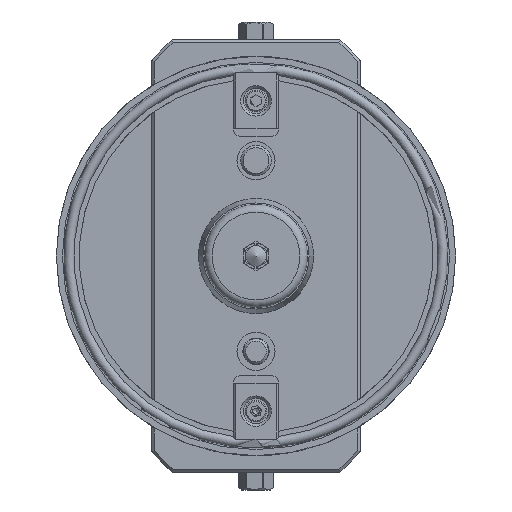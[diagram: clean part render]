
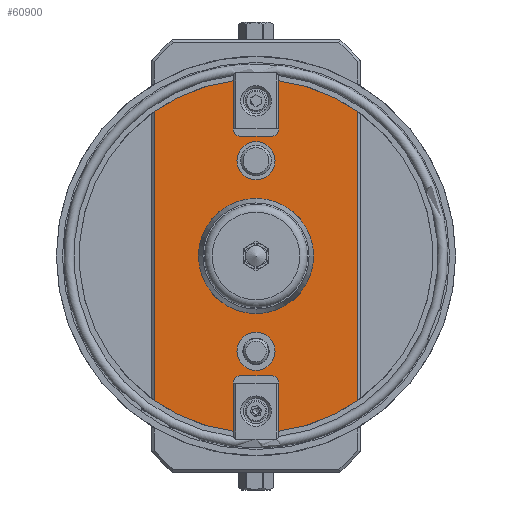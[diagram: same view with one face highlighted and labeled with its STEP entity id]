
A CAD part, front view. The second image highlights one B-rep face of the part: STEP entity #60900.
In plain terms, the highlighted planar face has unit normal (0, -1, 0).
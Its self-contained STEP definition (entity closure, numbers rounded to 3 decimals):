
#1710=FACE_BOUND('',#19900,.T.);
#1711=FACE_BOUND('',#19901,.T.);
#1712=FACE_BOUND('',#19902,.T.);
#2661=PLANE('',#64641);
#3971=LINE('',#81776,#9503);
#3980=LINE('',#81808,#9512);
#4023=LINE('',#82000,#9555);
#4032=LINE('',#82032,#9564);
#6462=LINE('',#93773,#11994);
#6523=LINE('',#93920,#12055);
#6531=LINE('',#93980,#12063);
#6544=LINE('',#94018,#12076);
#9503=VECTOR('',#67571,10.);
#9512=VECTOR('',#67586,10.);
#9555=VECTOR('',#67709,10.);
#9564=VECTOR('',#67724,10.);
#11994=VECTOR('',#72872,10.);
#12055=VECTOR('',#73031,10.);
#12063=VECTOR('',#73073,10.);
#12076=VECTOR('',#73120,10.);
#16529=FACE_OUTER_BOUND('',#19899,.T.);
#19899=EDGE_LOOP('',(#46362,#46363,#46364,#46365,#46366,#46367,#46368,#46369,
#46370,#46371,#46372,#46373,#46374,#46375,#46376,#46377));
#19900=EDGE_LOOP('',(#46378,#46379,#46380,#46381,#46382));
#19901=EDGE_LOOP('',(#46383));
#19902=EDGE_LOOP('',(#46384));
#23317=CIRCLE('',#63170,69.5);
#23319=CIRCLE('',#63174,69.5);
#23552=CIRCLE('',#63647,69.5);
#23553=CIRCLE('',#63650,69.5);
#23738=CIRCLE('',#64611,3.);
#23739=CIRCLE('',#64614,3.);
#23744=CIRCLE('',#64625,3.);
#23745=CIRCLE('',#64628,3.);
#23749=CIRCLE('',#64638,2.567);
#23751=CIRCLE('',#64642,21.642);
#23752=CIRCLE('',#64643,21.642);
#23753=CIRCLE('',#64644,21.642);
#23754=CIRCLE('',#64645,2.567);
#23755=CIRCLE('',#64646,7.5);
#23756=CIRCLE('',#64647,7.5);
#24512=VERTEX_POINT('',#81772);
#24514=VERTEX_POINT('',#81775);
#24522=VERTEX_POINT('',#81806);
#24523=VERTEX_POINT('',#81807);
#24550=VERTEX_POINT('',#81932);
#24555=VERTEX_POINT('',#81942);
#24556=VERTEX_POINT('',#81944);
#24566=VERTEX_POINT('',#81999);
#24574=VERTEX_POINT('',#82030);
#24575=VERTEX_POINT('',#82031);
#24982=VERTEX_POINT('',#84124);
#24985=VERTEX_POINT('',#84131);
#27115=VERTEX_POINT('',#93975);
#27116=VERTEX_POINT('',#93979);
#27123=VERTEX_POINT('',#94007);
#27124=VERTEX_POINT('',#94014);
#27126=VERTEX_POINT('',#94029);
#27128=VERTEX_POINT('',#94033);
#27130=VERTEX_POINT('',#94041);
#27131=VERTEX_POINT('',#94043);
#27132=VERTEX_POINT('',#94045);
#27133=VERTEX_POINT('',#94048);
#27134=VERTEX_POINT('',#94050);
#30302=EDGE_CURVE('',#24514,#24512,#3971,.T.);
#30312=EDGE_CURVE('',#24522,#24523,#3980,.T.);
#30360=EDGE_CURVE('',#24550,#24522,#23317,.T.);
#30366=EDGE_CURVE('',#24556,#24555,#23319,.T.);
#30382=EDGE_CURVE('',#24566,#24556,#4023,.T.);
#30392=EDGE_CURVE('',#24574,#24575,#4032,.T.);
#31006=EDGE_CURVE('',#24982,#24574,#23552,.T.);
#31011=EDGE_CURVE('',#24512,#24985,#23553,.T.);
#34008=EDGE_CURVE('',#24550,#24555,#6462,.T.);
#34085=EDGE_CURVE('',#24982,#24985,#6523,.T.);
#34103=EDGE_CURVE('',#24575,#27115,#23738,.T.);
#34105=EDGE_CURVE('',#27115,#27116,#6531,.T.);
#34107=EDGE_CURVE('',#27116,#24566,#23739,.T.);
#34119=EDGE_CURVE('',#27123,#24514,#23744,.T.);
#34123=EDGE_CURVE('',#24523,#27124,#23745,.T.);
#34125=EDGE_CURVE('',#27124,#27123,#6544,.T.);
#34133=EDGE_CURVE('',#27128,#27126,#23749,.T.);
#34136=EDGE_CURVE('',#27126,#27130,#23751,.T.);
#34137=EDGE_CURVE('',#27131,#27128,#23752,.T.);
#34138=EDGE_CURVE('',#27132,#27131,#23753,.T.);
#34139=EDGE_CURVE('',#27130,#27132,#23754,.T.);
#34140=EDGE_CURVE('',#27133,#27133,#23755,.T.);
#34141=EDGE_CURVE('',#27134,#27134,#23756,.T.);
#46362=ORIENTED_EDGE('',*,*,#30302,.T.);
#46363=ORIENTED_EDGE('',*,*,#31011,.T.);
#46364=ORIENTED_EDGE('',*,*,#34085,.F.);
#46365=ORIENTED_EDGE('',*,*,#31006,.T.);
#46366=ORIENTED_EDGE('',*,*,#30392,.T.);
#46367=ORIENTED_EDGE('',*,*,#34103,.T.);
#46368=ORIENTED_EDGE('',*,*,#34105,.T.);
#46369=ORIENTED_EDGE('',*,*,#34107,.T.);
#46370=ORIENTED_EDGE('',*,*,#30382,.T.);
#46371=ORIENTED_EDGE('',*,*,#30366,.T.);
#46372=ORIENTED_EDGE('',*,*,#34008,.F.);
#46373=ORIENTED_EDGE('',*,*,#30360,.T.);
#46374=ORIENTED_EDGE('',*,*,#30312,.T.);
#46375=ORIENTED_EDGE('',*,*,#34123,.T.);
#46376=ORIENTED_EDGE('',*,*,#34125,.T.);
#46377=ORIENTED_EDGE('',*,*,#34119,.T.);
#46378=ORIENTED_EDGE('',*,*,#34136,.F.);
#46379=ORIENTED_EDGE('',*,*,#34133,.F.);
#46380=ORIENTED_EDGE('',*,*,#34137,.F.);
#46381=ORIENTED_EDGE('',*,*,#34138,.F.);
#46382=ORIENTED_EDGE('',*,*,#34139,.F.);
#46383=ORIENTED_EDGE('',*,*,#34140,.T.);
#46384=ORIENTED_EDGE('',*,*,#34141,.T.);
#60900=ADVANCED_FACE('',(#16529,#1710,#1711,#1712),#2661,.T.);
#63170=AXIS2_PLACEMENT_3D('',#81933,#67669,#67670);
#63174=AXIS2_PLACEMENT_3D('',#81945,#67679,#67680);
#63647=AXIS2_PLACEMENT_3D('',#84125,#68877,#68878);
#63650=AXIS2_PLACEMENT_3D('',#84133,#68885,#68886);
#64611=AXIS2_PLACEMENT_3D('',#93976,#73068,#73069);
#64614=AXIS2_PLACEMENT_3D('',#93983,#73077,#73078);
#64625=AXIS2_PLACEMENT_3D('',#94008,#73106,#73107);
#64628=AXIS2_PLACEMENT_3D('',#94015,#73115,#73116);
#64638=AXIS2_PLACEMENT_3D('',#94035,#73141,#73142);
#64641=AXIS2_PLACEMENT_3D('',#94040,#73148,#73149);
#64642=AXIS2_PLACEMENT_3D('',#94042,#73150,#73151);
#64643=AXIS2_PLACEMENT_3D('',#94044,#73152,#73153);
#64644=AXIS2_PLACEMENT_3D('',#94046,#73154,#73155);
#64645=AXIS2_PLACEMENT_3D('',#94047,#73156,#73157);
#64646=AXIS2_PLACEMENT_3D('',#94049,#73158,#73159);
#64647=AXIS2_PLACEMENT_3D('',#94051,#73160,#73161);
#67571=DIRECTION('',(0.,0.,-1.));
#67586=DIRECTION('',(0.,0.,1.));
#67669=DIRECTION('center_axis',(0.,-1.,0.));
#67670=DIRECTION('ref_axis',(0.904,0.,0.428));
#67679=DIRECTION('center_axis',(0.,-1.,0.));
#67680=DIRECTION('ref_axis',(-0.904,0.,-0.428));
#67709=DIRECTION('',(0.,0.,1.));
#67724=DIRECTION('',(0.,0.,-1.));
#68877=DIRECTION('center_axis',(0.,-1.,0.));
#68878=DIRECTION('ref_axis',(-0.904,0.,-0.428));
#68885=DIRECTION('center_axis',(0.,-1.,0.));
#68886=DIRECTION('ref_axis',(0.904,0.,0.428));
#72872=DIRECTION('',(0.,0.,1.));
#73031=DIRECTION('',(0.,0.,-1.));
#73068=DIRECTION('center_axis',(0.,1.,0.));
#73069=DIRECTION('ref_axis',(0.,0.,
-1.));
#73073=DIRECTION('',(-1.,0.,0.));
#73077=DIRECTION('center_axis',(0.,1.,0.));
#73078=DIRECTION('ref_axis',(-1.,0.,0.));
#73106=DIRECTION('center_axis',(0.,1.,0.));
#73107=DIRECTION('ref_axis',(1.,0.,0.));
#73115=DIRECTION('center_axis',(0.,1.,0.));
#73116=DIRECTION('ref_axis',(0.,0.,
1.));
#73120=DIRECTION('',(1.,0.,0.));
#73141=DIRECTION('center_axis',(0.,-1.,0.));
#73142=DIRECTION('ref_axis',(1.,0.,0.));
#73148=DIRECTION('center_axis',(0.,-1.,0.));
#73149=DIRECTION('ref_axis',(1.,0.,0.));
#73150=DIRECTION('center_axis',(0.,-1.,0.));
#73151=DIRECTION('ref_axis',(0.,0.,1.));
#73152=DIRECTION('center_axis',(0.,-1.,0.));
#73153=DIRECTION('ref_axis',(0.,0.,1.));
#73154=DIRECTION('center_axis',(0.,-1.,0.));
#73155=DIRECTION('ref_axis',(0.,0.,1.));
#73156=DIRECTION('center_axis',(0.,-1.,0.));
#73157=DIRECTION('ref_axis',(1.,0.,0.));
#73158=DIRECTION('center_axis',(0.,1.,0.));
#73159=DIRECTION('ref_axis',(1.,0.,0.));
#73160=DIRECTION('center_axis',(0.,1.,0.));
#73161=DIRECTION('ref_axis',(1.,0.,0.));
#81772=CARTESIAN_POINT('',(9.,0.,-68.915));
#81775=CARTESIAN_POINT('',(9.,0.,-50.));
#81776=CARTESIAN_POINT('',(9.,0.,-25.));
#81806=CARTESIAN_POINT('',(-9.,0.,-68.915));
#81807=CARTESIAN_POINT('',(-9.,0.,-50.));
#81808=CARTESIAN_POINT('',(-9.,0.,-36.));
#81932=CARTESIAN_POINT('',(-40.,0.,-56.835));
#81933=CARTESIAN_POINT('Origin',(0.,0.,
0.));
#81942=CARTESIAN_POINT('',(-40.,0.,56.835));
#81944=CARTESIAN_POINT('',(-9.,0.,68.915));
#81945=CARTESIAN_POINT('Origin',(0.,0.,
0.));
#81999=CARTESIAN_POINT('',(-9.,0.,50.));
#82000=CARTESIAN_POINT('',(-9.,0.,25.));
#82030=CARTESIAN_POINT('',(9.,0.,68.915));
#82031=CARTESIAN_POINT('',(9.,0.,50.));
#82032=CARTESIAN_POINT('',(9.,0.,36.));
#84124=CARTESIAN_POINT('',(40.,0.,56.835));
#84125=CARTESIAN_POINT('Origin',(0.,0.,
0.));
#84131=CARTESIAN_POINT('',(40.,0.,-56.835));
#84133=CARTESIAN_POINT('Origin',(0.,0.,
0.));
#93773=CARTESIAN_POINT('',(-40.,0.,0.));
#93920=CARTESIAN_POINT('',(40.,0.,0.));
#93975=CARTESIAN_POINT('',(6.,0.,47.));
#93976=CARTESIAN_POINT('Origin',(6.,0.,
50.));
#93979=CARTESIAN_POINT('',(-6.,0.,47.));
#93980=CARTESIAN_POINT('',(-17.5,0.,47.));
#93983=CARTESIAN_POINT('Origin',(-6.,0.,
50.));
#94007=CARTESIAN_POINT('',(6.,0.,-47.));
#94008=CARTESIAN_POINT('Origin',(6.,0.,
-50.));
#94014=CARTESIAN_POINT('',(-6.,0.,-47.));
#94015=CARTESIAN_POINT('Origin',(-6.,0.,
-50.));
#94018=CARTESIAN_POINT('',(-23.5,0.,-47.));
#94029=CARTESIAN_POINT('',(14.417,0.,16.14));
#94033=CARTESIAN_POINT('',(15.03,0.,15.572));
#94035=CARTESIAN_POINT('Origin',(13.,0.,14.));
#94040=CARTESIAN_POINT('Origin',(-41.,0.,0.));
#94041=CARTESIAN_POINT('',(-14.417,0.,16.14));
#94042=CARTESIAN_POINT('Origin',(0.,0.,
0.));
#94043=CARTESIAN_POINT('',(0.,0.,-21.642));
#94044=CARTESIAN_POINT('Origin',(0.,0.,
0.));
#94045=CARTESIAN_POINT('',(-15.03,0.,15.572));
#94046=CARTESIAN_POINT('Origin',(0.,0.,
0.));
#94047=CARTESIAN_POINT('Origin',(-13.,0.,14.));
#94048=CARTESIAN_POINT('',(-7.5,0.,37.5));
#94049=CARTESIAN_POINT('Origin',(0.,0.,
37.5));
#94050=CARTESIAN_POINT('',(-7.5,0.,-37.5));
#94051=CARTESIAN_POINT('Origin',(0.,0.,
-37.5));
